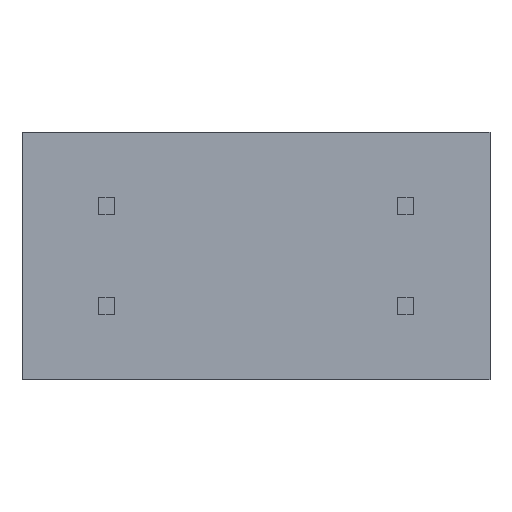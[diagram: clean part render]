
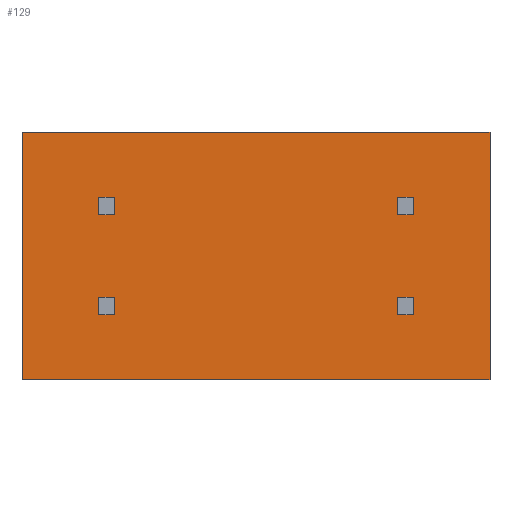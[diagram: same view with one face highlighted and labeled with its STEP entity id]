
A CAD part, front view. The second image highlights one B-rep face of the part: STEP entity #129.
In plain terms, the highlighted planar face has unit normal (0, -1, 0).
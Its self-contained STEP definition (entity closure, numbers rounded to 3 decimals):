
#129 = ADVANCED_FACE ( 'NONE', ( #2255 ), #4144, .F. ) ;
#261 = VERTEX_POINT ( 'NONE', #4220 ) ;
#287 = CARTESIAN_POINT ( 'NONE',  ( -5.95, -5.4, -3.15 ) ) ;
#537 = EDGE_CURVE ( 'NONE', #261, #3940, #3526, .T. ) ;
#665 = DIRECTION ( 'NONE',  ( 0., 0., -1. ) ) ;
#1122 = VECTOR ( 'NONE', #1640, 1000. ) ;
#1266 = CARTESIAN_POINT ( 'NONE',  ( -5.95, -5.4, 3.15 ) ) ;
#1330 = VECTOR ( 'NONE', #2545, 1000. ) ;
#1359 = CARTESIAN_POINT ( 'NONE',  ( 5.95, -5.4, -3.15 ) ) ;
#1408 = ORIENTED_EDGE ( 'NONE', *, *, #1438, .F. ) ;
#1438 = EDGE_CURVE ( 'NONE', #3940, #3788, #2697, .T. ) ;
#1574 = DIRECTION ( 'NONE',  ( 0., 0., 1. ) ) ;
#1595 = ORIENTED_EDGE ( 'NONE', *, *, #2404, .T. ) ;
#1640 = DIRECTION ( 'NONE',  ( 1., 0., 0. ) ) ;
#1955 = EDGE_CURVE ( 'NONE', #2650, #3788, #2085, .T. ) ;
#2005 = CARTESIAN_POINT ( 'NONE',  ( -5.95, -5.4, 3.15 ) ) ;
#2085 = LINE ( 'NONE', #287, #1122 ) ;
#2102 = AXIS2_PLACEMENT_3D ( 'NONE', #1266, #3524, #1574 ) ;
#2173 = LINE ( 'NONE', #2602, #3710 ) ;
#2255 = FACE_OUTER_BOUND ( 'NONE', #3451, .T. ) ;
#2404 = EDGE_CURVE ( 'NONE', #261, #2650, #2173, .T. ) ;
#2495 = ORIENTED_EDGE ( 'NONE', *, *, #537, .F. ) ;
#2545 = DIRECTION ( 'NONE',  ( 0., 0., -1. ) ) ;
#2602 = CARTESIAN_POINT ( 'NONE',  ( -5.95, -5.4, 3.15 ) ) ;
#2650 = VERTEX_POINT ( 'NONE', #3619 ) ;
#2697 = LINE ( 'NONE', #3582, #1330 ) ;
#2917 = VECTOR ( 'NONE', #3998, 1000. ) ;
#3052 = ORIENTED_EDGE ( 'NONE', *, *, #1955, .T. ) ;
#3451 = EDGE_LOOP ( 'NONE', ( #3052, #1408, #2495, #1595 ) ) ;
#3524 = DIRECTION ( 'NONE',  ( 0., 1., 0. ) ) ;
#3526 = LINE ( 'NONE', #2005, #2917 ) ;
#3582 = CARTESIAN_POINT ( 'NONE',  ( 5.95, -5.4, 3.15 ) ) ;
#3619 = CARTESIAN_POINT ( 'NONE',  ( -5.95, -5.4, -3.15 ) ) ;
#3710 = VECTOR ( 'NONE', #665, 1000. ) ;
#3788 = VERTEX_POINT ( 'NONE', #1359 ) ;
#3940 = VERTEX_POINT ( 'NONE', #3959 ) ;
#3959 = CARTESIAN_POINT ( 'NONE',  ( 5.95, -5.4, 3.15 ) ) ;
#3998 = DIRECTION ( 'NONE',  ( 1., 0., 0. ) ) ;
#4144 = PLANE ( 'NONE',  #2102 ) ;
#4220 = CARTESIAN_POINT ( 'NONE',  ( -5.95, -5.4, 3.15 ) ) ;
